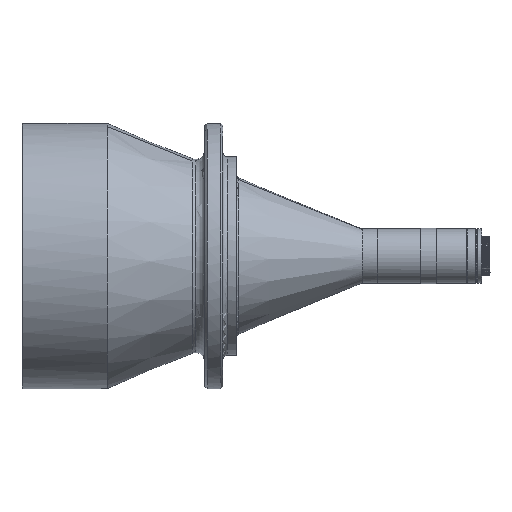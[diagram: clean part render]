
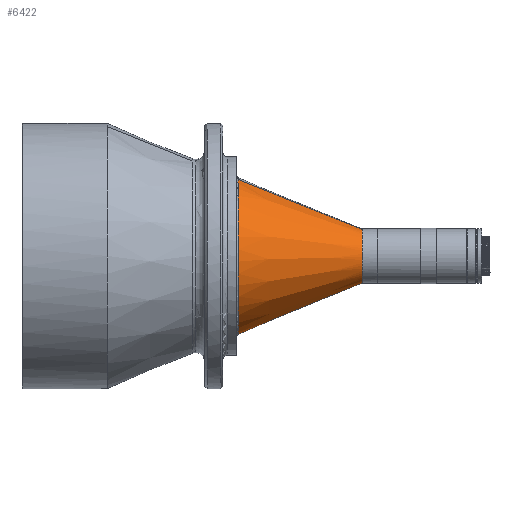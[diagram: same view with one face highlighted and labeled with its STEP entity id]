
A CAD part, front view. The second image highlights one B-rep face of the part: STEP entity #6422.
In plain terms, the highlighted conical face has half-angle 22.483 degrees and reference radius 49.005 mm.
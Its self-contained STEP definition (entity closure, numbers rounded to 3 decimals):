
#136 = CARTESIAN_POINT ( 'NONE',  ( 162.274, -38.539, -32.951 ) ) ;
#564 = CARTESIAN_POINT ( 'NONE',  ( 162.274, -11.447, -17.348 ) ) ;
#647 = CARTESIAN_POINT ( 'NONE',  ( 169.865, -10.757, -20.413 ) ) ;
#655 = CARTESIAN_POINT ( 'NONE',  ( 162.274, -45.906, -43.284 ) ) ;
#797 = VERTEX_POINT ( 'NONE', #15383 ) ;
#973 = ORIENTED_EDGE ( 'NONE', *, *, #16989, .F. ) ;
#976 = EDGE_CURVE ( 'NONE', #797, #16671, #7469, .T. ) ;
#1062 = ORIENTED_EDGE ( 'NONE', *, *, #3343, .T. ) ;
#1263 = VERTEX_POINT ( 'NONE', #1475 ) ;
#1450 = ORIENTED_EDGE ( 'NONE', *, *, #976, .T. ) ;
#1475 = CARTESIAN_POINT ( 'NONE',  ( 244.781, 0., -86.223 ) ) ;
#1542 = CARTESIAN_POINT ( 'NONE',  ( 162.274, -24.439, -114.398 ) ) ;
#1638 = CARTESIAN_POINT ( 'NONE',  ( 162.274, -29.856, -111.094 ) ) ;
#1977 = VERTEX_POINT ( 'NONE', #4170 ) ;
#2066 = CARTESIAN_POINT ( 'NONE',  ( 162.274, -51.477, -77.135 ) ) ;
#2100 = LINE ( 'NONE', #6205, #8654 ) ;
#2158 = CARTESIAN_POINT ( 'NONE',  ( 162.274, -3.173, -120.37 ) ) ;
#2271 = CARTESIAN_POINT ( 'NONE',  ( 162.274, 11.447, -119.098 ) ) ;
#2430 = CARTESIAN_POINT ( 'NONE',  ( 244.781, -13.384, -55.99 ) ) ;
#2523 = CARTESIAN_POINT ( 'NONE',  ( 244.781, -17.648, -72.388 ) ) ;
#2590 = B_SPLINE_CURVE_WITH_KNOTS ( 'NONE', 3,
 ( #17547, #17192, #4799, #15792 ),
 .UNSPECIFIED., .F., .F.,
 ( 4, 4 ),
 ( 0., 1. ),
 .UNSPECIFIED. ) ;
#2706 = CARTESIAN_POINT ( 'NONE',  ( 244.781, -15.927, -59.556 ) ) ;
#3038 = CARTESIAN_POINT ( 'NONE',  ( 162.274, -44.904, -94.924 ) ) ;
#3209 = EDGE_LOOP ( 'NONE', ( #973, #12989, #6499, #1450, #10918, #1062 ) ) ;
#3343 = EDGE_CURVE ( 'NONE', #1977, #7276, #11220, .T. ) ;
#3458 = CARTESIAN_POINT ( 'NONE',  ( 162.274, -43.193, -97.612 ) ) ;
#3495 = DIRECTION ( 'NONE',  ( -0.924, 0.084, -0.373 ) ) ;
#3827 = CARTESIAN_POINT ( 'NONE',  ( 244.781, -4.38, -85.819 ) ) ;
#4170 = CARTESIAN_POINT ( 'NONE',  ( 162.274, 0., -120.37 ) ) ;
#4371 = CONICAL_SURFACE ( 'NONE', #11507, 49.005, 0.392 ) ;
#4799 = CARTESIAN_POINT ( 'NONE',  ( 244.781, 1.328, -86.223 ) ) ;
#4844 = DIRECTION ( 'NONE',  ( -1., 0., 0. ) ) ;
#5930 = CARTESIAN_POINT ( 'NONE',  ( 162.274, -12.585, -118.928 ) ) ;
#6205 = CARTESIAN_POINT ( 'NONE',  ( 169.865, 10.757, -116.033 ) ) ;
#6422 = ADVANCED_FACE ( 'NONE', ( #14631 ), #4371, .T. ) ;
#6499 = ORIENTED_EDGE ( 'NONE', *, *, #16095, .T. ) ;
#6625 = CARTESIAN_POINT ( 'NONE',  ( 244.781, -8.472, -84.255 ) ) ;
#6714 = CARTESIAN_POINT ( 'NONE',  ( 244.781, -16.87, -61.574 ) ) ;
#6803 = CARTESIAN_POINT ( 'NONE',  ( 244.781, -8.135, -52.018 ) ) ;
#6877 = EDGE_CURVE ( 'NONE', #16671, #1977, #13905, .T. ) ;
#7276 = VERTEX_POINT ( 'NONE', #12559 ) ;
#7326 = CARTESIAN_POINT ( 'NONE',  ( 162.274, -21.579, -115.801 ) ) ;
#7469 = LINE ( 'NONE', #647, #9569 ) ;
#7648 = CARTESIAN_POINT ( 'NONE',  ( 162.274, -51.267, -58.171 ) ) ;
#8110 = CARTESIAN_POINT ( 'NONE',  ( 244.781, -18.132, -68.034 ) ) ;
#8223 = CARTESIAN_POINT ( 'NONE',  ( 162.274, 7.694, -119.942 ) ) ;
#8388 = CARTESIAN_POINT ( 'NONE',  ( 244.781, -6.088, -51.143 ) ) ;
#8479 = CARTESIAN_POINT ( 'NONE',  ( 244.781, -17.972, -65.813 ) ) ;
#8654 = VECTOR ( 'NONE', #3495, 1000. ) ;
#8716 = CARTESIAN_POINT ( 'NONE',  ( 162.274, -37.142, -104.963 ) ) ;
#9046 = CARTESIAN_POINT ( 'NONE',  ( 162.274, -49.005, -86.33 ) ) ;
#9136 = CARTESIAN_POINT ( 'NONE',  ( 162.274, -15.652, -118.066 ) ) ;
#9569 = VECTOR ( 'NONE', #14919, 1000. ) ;
#9687 = CARTESIAN_POINT ( 'NONE',  ( 244.781, 0., -86.223 ) ) ;
#9778 = CARTESIAN_POINT ( 'NONE',  ( 244.781, -17.005, -74.519 ) ) ;
#10116 = CARTESIAN_POINT ( 'NONE',  ( 162.274, -40.617, -35.366 ) ) ;
#10443 = CARTESIAN_POINT ( 'NONE',  ( 162.274, -52.24, -67.643 ) ) ;
#10534 = CARTESIAN_POINT ( 'NONE',  ( 162.274, -52.178, -70.829 ) ) ;
#10719 = CARTESIAN_POINT ( 'NONE',  ( 162.274, -39.312, -102.631 ) ) ;
#10898 = CARTESIAN_POINT ( 'NONE',  ( 244.781, -14.999, -78.413 ) ) ;
#10918 = ORIENTED_EDGE ( 'NONE', *, *, #6877, .T. ) ;
#11220 = B_SPLINE_CURVE_WITH_KNOTS ( 'NONE', 3,
 ( #17918, #13639, #8223, #2271 ),
 .UNSPECIFIED., .F., .F.,
 ( 4, 4 ),
 ( 0.934, 1. ),
 .UNSPECIFIED. ) ;
#11507 = AXIS2_PLACEMENT_3D ( 'NONE', #16008, #4844, #14812 ) ;
#11517 = CARTESIAN_POINT ( 'NONE',  ( 162.274, -44.301, -40.532 ) ) ;
#11893 = VERTEX_POINT ( 'NONE', #15133 ) ;
#11936 = CARTESIAN_POINT ( 'NONE',  ( 162.274, -26.211, -23.031 ) ) ;
#12122 = CARTESIAN_POINT ( 'NONE',  ( 162.274, -49.67, -52.03 ) ) ;
#12393 = CARTESIAN_POINT ( 'NONE',  ( 244.781, -11.784, -54.442 ) ) ;
#12559 = CARTESIAN_POINT ( 'NONE',  ( 162.274, 11.447, -119.098 ) ) ;
#12788 = B_SPLINE_CURVE_WITH_KNOTS ( 'NONE', 3,
 ( #9687, #13798, #3827, #6625, #16766, #15190, #10898, #9778, #2523, #8110, #8479, #6714, #2706, #2430, #12393, #6803, #8388, #16578 ),
 .UNSPECIFIED., .F., .F.,
 ( 4, 2, 2, 2, 2, 2, 2, 2, 4 ),
 ( 0., 0.06, 0.12, 0.181, 0.241, 0.301, 0.361, 0.422, 0.482 ),
 .UNSPECIFIED. ) ;
#12918 = CARTESIAN_POINT ( 'NONE',  ( 162.274, -23.408, -21.518 ) ) ;
#12989 = ORIENTED_EDGE ( 'NONE', *, *, #15602, .T. ) ;
#13345 = CARTESIAN_POINT ( 'NONE',  ( 162.274, 0., -120.37 ) ) ;
#13639 = CARTESIAN_POINT ( 'NONE',  ( 162.274, 3.847, -120.37 ) ) ;
#13798 = CARTESIAN_POINT ( 'NONE',  ( 244.781, -2.19, -86.223 ) ) ;
#13905 = B_SPLINE_CURVE_WITH_KNOTS ( 'NONE', 3,
 ( #564, #14928, #16302, #12918, #11936, #17288, #17800, #136, #10116, #11517, #655, #17194, #12122, #7648, #15794, #10443, #10534, #2066, #14408, #9046, #16211, #3038, #3458, #10719, #8716, #17715, #1638, #1542, #7326, #9136, #5930, #14742, #2158, #13345 ),
 .UNSPECIFIED., .F., .F.,
 ( 4, 2, 2, 2, 2, 2, 2, 2, 2, 2, 2, 2, 2, 2, 2, 2, 4 ),
 ( 0.066, 0.12, 0.174, 0.229, 0.283, 0.337, 0.391, 0.446, 0.5, 0.554, 0.609, 0.663, 0.717, 0.771, 0.826, 0.88, 0.934 ),
 .UNSPECIFIED. ) ;
#14408 = CARTESIAN_POINT ( 'NONE',  ( 162.274, -50.838, -80.256 ) ) ;
#14547 = CARTESIAN_POINT ( 'NONE',  ( 162.274, -11.447, -17.348 ) ) ;
#14631 = FACE_OUTER_BOUND ( 'NONE', #3209, .T. ) ;
#14742 = CARTESIAN_POINT ( 'NONE',  ( 162.274, -6.345, -120.079 ) ) ;
#14812 = DIRECTION ( 'NONE',  ( 0., -0.22, 0.976 ) ) ;
#14919 = DIRECTION ( 'NONE',  ( -0.924, -0.084, 0.373 ) ) ;
#14928 = CARTESIAN_POINT ( 'NONE',  ( 162.274, -14.542, -18.045 ) ) ;
#15133 = CARTESIAN_POINT ( 'NONE',  ( 244.781, 3.951, -85.784 ) ) ;
#15190 = CARTESIAN_POINT ( 'NONE',  ( 244.781, -13.637, -80.175 ) ) ;
#15383 = CARTESIAN_POINT ( 'NONE',  ( 244.781, -3.951, -50.662 ) ) ;
#15602 = EDGE_CURVE ( 'NONE', #11893, #1263, #2590, .T. ) ;
#15792 = CARTESIAN_POINT ( 'NONE',  ( 244.781, 0., -86.223 ) ) ;
#15794 = CARTESIAN_POINT ( 'NONE',  ( 162.274, -51.784, -61.315 ) ) ;
#16008 = CARTESIAN_POINT ( 'NONE',  ( 169.865, 0., -68.223 ) ) ;
#16095 = EDGE_CURVE ( 'NONE', #1263, #797, #12788, .T. ) ;
#16211 = CARTESIAN_POINT ( 'NONE',  ( 162.274, -47.81, -89.284 ) ) ;
#16302 = CARTESIAN_POINT ( 'NONE',  ( 162.274, -17.573, -19.024 ) ) ;
#16578 = CARTESIAN_POINT ( 'NONE',  ( 244.781, -3.951, -50.662 ) ) ;
#16671 = VERTEX_POINT ( 'NONE', #14547 ) ;
#16766 = CARTESIAN_POINT ( 'NONE',  ( 244.781, -10.373, -83.096 ) ) ;
#16989 = EDGE_CURVE ( 'NONE', #11893, #7276, #2100, .T. ) ;
#17192 = CARTESIAN_POINT ( 'NONE',  ( 244.781, 2.656, -86.076 ) ) ;
#17194 = CARTESIAN_POINT ( 'NONE',  ( 162.274, -48.591, -49.033 ) ) ;
#17288 = CARTESIAN_POINT ( 'NONE',  ( 162.274, -31.497, -26.542 ) ) ;
#17547 = CARTESIAN_POINT ( 'NONE',  ( 244.781, 3.951, -85.784 ) ) ;
#17715 = CARTESIAN_POINT ( 'NONE',  ( 162.274, -32.414, -109.195 ) ) ;
#17800 = CARTESIAN_POINT ( 'NONE',  ( 162.274, -33.979, -28.539 ) ) ;
#17918 = CARTESIAN_POINT ( 'NONE',  ( 162.274, 0., -120.37 ) ) ;
